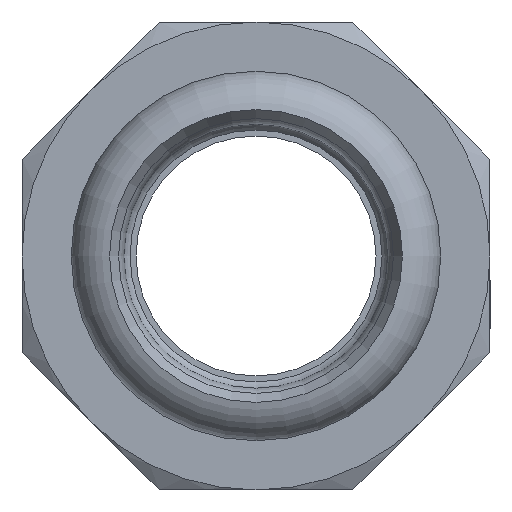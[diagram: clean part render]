
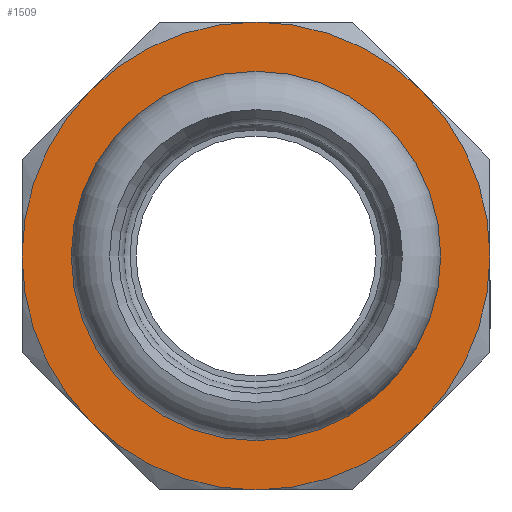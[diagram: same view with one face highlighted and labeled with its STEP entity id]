
A CAD part, front view. The second image highlights one B-rep face of the part: STEP entity #1509.
In plain terms, the highlighted planar face has unit normal (0, -1, 0).
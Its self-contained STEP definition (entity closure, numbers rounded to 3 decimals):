
#57=FACE_BOUND('',#401,.T.);
#77=PLANE('',#1746);
#303=FACE_OUTER_BOUND('',#400,.T.);
#400=EDGE_LOOP('',(#1314,#1315,#1316,#1317,#1318,#1319,#1320,#1321));
#401=EDGE_LOOP('',(#1322));
#555=CIRCLE('',#1740,14.05);
#560=CIRCLE('',#1747,19.5);
#561=CIRCLE('',#1748,19.5);
#562=CIRCLE('',#1749,19.5);
#563=CIRCLE('',#1750,19.5);
#564=CIRCLE('',#1751,19.5);
#565=CIRCLE('',#1752,19.5);
#566=CIRCLE('',#1753,19.5);
#567=CIRCLE('',#1754,19.5);
#698=VERTEX_POINT('',#2664);
#703=VERTEX_POINT('',#2678);
#704=VERTEX_POINT('',#2679);
#705=VERTEX_POINT('',#2681);
#706=VERTEX_POINT('',#2683);
#707=VERTEX_POINT('',#2685);
#708=VERTEX_POINT('',#2687);
#709=VERTEX_POINT('',#2689);
#710=VERTEX_POINT('',#2691);
#904=EDGE_CURVE('',#698,#698,#555,.T.);
#911=EDGE_CURVE('',#703,#704,#560,.T.);
#912=EDGE_CURVE('',#705,#703,#561,.T.);
#913=EDGE_CURVE('',#706,#705,#562,.T.);
#914=EDGE_CURVE('',#707,#706,#563,.T.);
#915=EDGE_CURVE('',#708,#707,#564,.T.);
#916=EDGE_CURVE('',#709,#708,#565,.T.);
#917=EDGE_CURVE('',#710,#709,#566,.T.);
#918=EDGE_CURVE('',#704,#710,#567,.T.);
#1314=ORIENTED_EDGE('',*,*,#911,.F.);
#1315=ORIENTED_EDGE('',*,*,#912,.F.);
#1316=ORIENTED_EDGE('',*,*,#913,.F.);
#1317=ORIENTED_EDGE('',*,*,#914,.F.);
#1318=ORIENTED_EDGE('',*,*,#915,.F.);
#1319=ORIENTED_EDGE('',*,*,#916,.F.);
#1320=ORIENTED_EDGE('',*,*,#917,.F.);
#1321=ORIENTED_EDGE('',*,*,#918,.F.);
#1322=ORIENTED_EDGE('',*,*,#904,.F.);
#1509=ADVANCED_FACE('',(#303,#57),#77,.T.);
#1740=AXIS2_PLACEMENT_3D('',#2665,#2202,#2203);
#1746=AXIS2_PLACEMENT_3D('',#2677,#2216,#2217);
#1747=AXIS2_PLACEMENT_3D('',#2680,#2218,#2219);
#1748=AXIS2_PLACEMENT_3D('',#2682,#2220,#2221);
#1749=AXIS2_PLACEMENT_3D('',#2684,#2222,#2223);
#1750=AXIS2_PLACEMENT_3D('',#2686,#2224,#2225);
#1751=AXIS2_PLACEMENT_3D('',#2688,#2226,#2227);
#1752=AXIS2_PLACEMENT_3D('',#2690,#2228,#2229);
#1753=AXIS2_PLACEMENT_3D('',#2692,#2230,#2231);
#1754=AXIS2_PLACEMENT_3D('',#2693,#2232,#2233);
#2202=DIRECTION('center_axis',(0.,-1.,0.));
#2203=DIRECTION('ref_axis',(0.,0.,1.));
#2216=DIRECTION('center_axis',(0.,-1.,0.));
#2217=DIRECTION('ref_axis',(0.,0.,1.));
#2218=DIRECTION('center_axis',(0.,1.,0.));
#2219=DIRECTION('ref_axis',(-1.,0.,0.));
#2220=DIRECTION('center_axis',(0.,1.,0.));
#2221=DIRECTION('ref_axis',(-1.,0.,0.));
#2222=DIRECTION('center_axis',(0.,1.,0.));
#2223=DIRECTION('ref_axis',(-1.,0.,0.));
#2224=DIRECTION('center_axis',(0.,1.,0.));
#2225=DIRECTION('ref_axis',(-1.,0.,0.));
#2226=DIRECTION('center_axis',(0.,1.,0.));
#2227=DIRECTION('ref_axis',(-1.,0.,0.));
#2228=DIRECTION('center_axis',(0.,1.,0.));
#2229=DIRECTION('ref_axis',(-1.,0.,0.));
#2230=DIRECTION('center_axis',(0.,1.,0.));
#2231=DIRECTION('ref_axis',(-1.,0.,0.));
#2232=DIRECTION('center_axis',(0.,1.,0.));
#2233=DIRECTION('ref_axis',(-1.,0.,0.));
#2664=CARTESIAN_POINT('',(0.,-8.25,-14.05));
#2665=CARTESIAN_POINT('Origin',(0.,-8.25,0.));
#2677=CARTESIAN_POINT('Origin',(0.,-8.25,-19.5));
#2678=CARTESIAN_POINT('',(0.,-8.25,-19.5));
#2679=CARTESIAN_POINT('',(-13.789,-8.25,-13.789));
#2680=CARTESIAN_POINT('Origin',(0.,-8.25,0.));
#2681=CARTESIAN_POINT('',(13.789,-8.25,-13.789));
#2682=CARTESIAN_POINT('Origin',(0.,-8.25,0.));
#2683=CARTESIAN_POINT('',(19.5,-8.25,0.));
#2684=CARTESIAN_POINT('Origin',(0.,-8.25,0.));
#2685=CARTESIAN_POINT('',(13.789,-8.25,13.789));
#2686=CARTESIAN_POINT('Origin',(0.,-8.25,0.));
#2687=CARTESIAN_POINT('',(0.,-8.25,19.5));
#2688=CARTESIAN_POINT('Origin',(0.,-8.25,0.));
#2689=CARTESIAN_POINT('',(-13.789,-8.25,13.789));
#2690=CARTESIAN_POINT('Origin',(0.,-8.25,0.));
#2691=CARTESIAN_POINT('',(-19.5,-8.25,0.));
#2692=CARTESIAN_POINT('Origin',(0.,-8.25,0.));
#2693=CARTESIAN_POINT('Origin',(0.,-8.25,0.));
